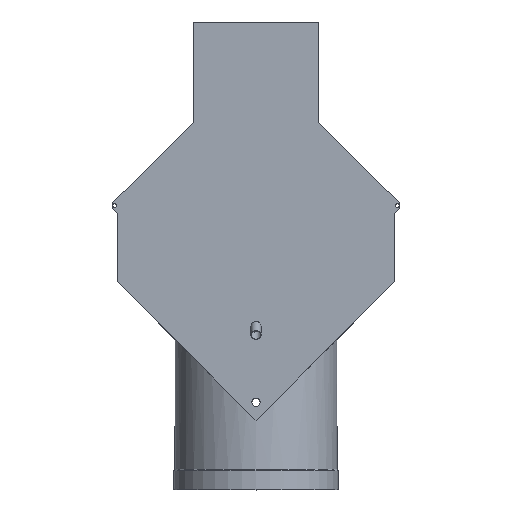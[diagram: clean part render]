
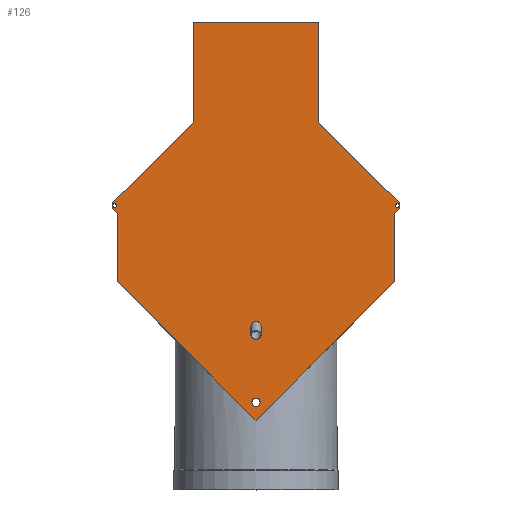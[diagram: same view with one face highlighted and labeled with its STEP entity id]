
A CAD part, top view. The second image highlights one B-rep face of the part: STEP entity #126.
In plain terms, the highlighted planar face has unit normal (0, 0, 1).
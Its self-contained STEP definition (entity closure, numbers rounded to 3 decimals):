
#126 = ADVANCED_FACE( '', ( #304, #305, #306, #307, #308 ), #309, .T. );
#304 = FACE_BOUND( '', #552, .T. );
#305 = FACE_BOUND( '', #553, .T. );
#306 = FACE_OUTER_BOUND( '', #554, .T. );
#307 = FACE_BOUND( '', #555, .T. );
#308 = FACE_BOUND( '', #556, .T. );
#309 = PLANE( '', #557 );
#552 = EDGE_LOOP( '', ( #882 ) );
#553 = EDGE_LOOP( '', ( #883 ) );
#554 = EDGE_LOOP( '', ( #884, #885, #886, #887, #888, #889, #890, #891, #892, #893, #894, #895, #896 ) );
#555 = EDGE_LOOP( '', ( #897 ) );
#556 = EDGE_LOOP( '', ( #898 ) );
#557 = AXIS2_PLACEMENT_3D( '', #899, #900, #901 );
#882 = ORIENTED_EDGE( '', *, *, #1457, .T. );
#883 = ORIENTED_EDGE( '', *, *, #1391, .F. );
#884 = ORIENTED_EDGE( '', *, *, #1458, .T. );
#885 = ORIENTED_EDGE( '', *, *, #1413, .T. );
#886 = ORIENTED_EDGE( '', *, *, #1459, .T. );
#887 = ORIENTED_EDGE( '', *, *, #1460, .T. );
#888 = ORIENTED_EDGE( '', *, *, #1387, .T. );
#889 = ORIENTED_EDGE( '', *, *, #1397, .T. );
#890 = ORIENTED_EDGE( '', *, *, #1461, .T. );
#891 = ORIENTED_EDGE( '', *, *, #1436, .T. );
#892 = ORIENTED_EDGE( '', *, *, #1462, .T. );
#893 = ORIENTED_EDGE( '', *, *, #1463, .T. );
#894 = ORIENTED_EDGE( '', *, *, #1464, .T. );
#895 = ORIENTED_EDGE( '', *, *, #1465, .T. );
#896 = ORIENTED_EDGE( '', *, *, #1466, .T. );
#897 = ORIENTED_EDGE( '', *, *, #1467, .F. );
#898 = ORIENTED_EDGE( '', *, *, #1455, .F. );
#899 = CARTESIAN_POINT( '', ( 0., 0., 357.5 ) );
#900 = DIRECTION( '', ( 0., 0., 1. ) );
#901 = DIRECTION( '', ( 1., 0., 0. ) );
#1387 = EDGE_CURVE( '', #1652, #1650, #1653, .T. );
#1391 = EDGE_CURVE( '', #1658, #1658, #1659, .T. );
#1397 = EDGE_CURVE( '', #1650, #1666, #1668, .T. );
#1413 = EDGE_CURVE( '', #1694, #1695, #1696, .T. );
#1436 = EDGE_CURVE( '', #1734, #1735, #1736, .T. );
#1455 = EDGE_CURVE( '', #1768, #1768, #1769, .T. );
#1457 = EDGE_CURVE( '', #1771, #1771, #1772, .F. );
#1458 = EDGE_CURVE( '', #1773, #1694, #1774, .T. );
#1459 = EDGE_CURVE( '', #1695, #1775, #1776, .T. );
#1460 = EDGE_CURVE( '', #1775, #1652, #1777, .T. );
#1461 = EDGE_CURVE( '', #1666, #1734, #1778, .T. );
#1462 = EDGE_CURVE( '', #1735, #1779, #1780, .T. );
#1463 = EDGE_CURVE( '', #1779, #1781, #1782, .T. );
#1464 = EDGE_CURVE( '', #1781, #1783, #1784, .T. );
#1465 = EDGE_CURVE( '', #1783, #1785, #1786, .T. );
#1466 = EDGE_CURVE( '', #1785, #1773, #1787, .T. );
#1467 = EDGE_CURVE( '', #1788, #1788, #1789, .T. );
#1650 = VERTEX_POINT( '', #2037 );
#1652 = VERTEX_POINT( '', #2040 );
#1653 = LINE( '', #2041, #2042 );
#1658 = VERTEX_POINT( '', #2049 );
#1659 = CIRCLE( '', #2050, 16. );
#1666 = VERTEX_POINT( '', #2058 );
#1668 = LINE( '', #2061, #2062 );
#1694 = VERTEX_POINT( '', #2099 );
#1695 = VERTEX_POINT( '', #2100 );
#1696 = LINE( '', #2101, #2102 );
#1734 = VERTEX_POINT( '', #2154 );
#1735 = VERTEX_POINT( '', #2155 );
#1736 = LINE( '', #2156, #2157 );
#1768 = VERTEX_POINT( '', #2202 );
#1769 = CIRCLE( '', #2203, 7.5 );
#1771 = VERTEX_POINT( '', #2205 );
#1772 = ELLIPSE( '', #2206, 23.094, 20. );
#1773 = VERTEX_POINT( '', #2207 );
#1774 = LINE( '', #2208, #2209 );
#1775 = VERTEX_POINT( '', #2210 );
#1776 = LINE( '', #2211, #2212 );
#1777 = LINE( '', #2213, #2214 );
#1778 = LINE( '', #2215, #2216 );
#1779 = VERTEX_POINT( '', #2217 );
#1780 = LINE( '', #2218, #2219 );
#1781 = VERTEX_POINT( '', #2220 );
#1782 = LINE( '', #2221, #2222 );
#1783 = VERTEX_POINT( '', #2223 );
#1784 = LINE( '', #2224, #2225 );
#1785 = VERTEX_POINT( '', #2226 );
#1786 = LINE( '', #2227, #2228 );
#1787 = LINE( '', #2229, #2230 );
#1788 = VERTEX_POINT( '', #2231 );
#1789 = CIRCLE( '', #2232, 7.5 );
#2037 = CARTESIAN_POINT( '', ( 0., 270., 357.5 ) );
#2040 = CARTESIAN_POINT( '', ( -539.5, 809.5, 357.5 ) );
#2041 = CARTESIAN_POINT( '', ( -539.5, 809.5, 357.5 ) );
#2042 = VECTOR( '', #2547, 1000. );
#2049 = CARTESIAN_POINT( '', ( 16., 340., 357.5 ) );
#2050 = AXIS2_PLACEMENT_3D( '', #2550, #2551, #2552 );
#2058 = CARTESIAN_POINT( '', ( 539.5, 809.5, 357.5 ) );
#2061 = CARTESIAN_POINT( '', ( 0., 270., 357.5 ) );
#2062 = VECTOR( '', #2561, 1000. );
#2099 = CARTESIAN_POINT( '', ( -559.5, 1114.635, 357.5 ) );
#2100 = CARTESIAN_POINT( '', ( -559.5, 1094.499, 357.5 ) );
#2101 = CARTESIAN_POINT( '', ( -559.5, 1114.635, 357.5 ) );
#2102 = VECTOR( '', #2573, 1000. );
#2154 = CARTESIAN_POINT( '', ( 539.5, 1074.634, 357.5 ) );
#2155 = CARTESIAN_POINT( '', ( 559.5, 1094.499, 357.5 ) );
#2156 = CARTESIAN_POINT( '', ( 539.5, 1074.634, 357.5 ) );
#2157 = VECTOR( '', #2597, 1000. );
#2202 = CARTESIAN_POINT( '', ( -542., 1104.567, 357.5 ) );
#2203 = AXIS2_PLACEMENT_3D( '', #2620, #2621, #2622 );
#2205 = CARTESIAN_POINT( '', ( 0., 608.113, 357.5 ) );
#2206 = AXIS2_PLACEMENT_3D( '', #2623, #2624, #2625 );
#2207 = CARTESIAN_POINT( '', ( -244., 1428., 357.5 ) );
#2208 = CARTESIAN_POINT( '', ( -244., 1428., 357.5 ) );
#2209 = VECTOR( '', #2626, 1000. );
#2210 = CARTESIAN_POINT( '', ( -539.5, 1074.634, 357.5 ) );
#2211 = CARTESIAN_POINT( '', ( -559.5, 1094.499, 357.5 ) );
#2212 = VECTOR( '', #2627, 1000. );
#2213 = CARTESIAN_POINT( '', ( -539.5, 1134.5, 357.5 ) );
#2214 = VECTOR( '', #2628, 1000. );
#2215 = CARTESIAN_POINT( '', ( 539.5, 809.5, 357.5 ) );
#2216 = VECTOR( '', #2629, 1000. );
#2217 = CARTESIAN_POINT( '', ( 559.5, 1114.635, 357.5 ) );
#2218 = CARTESIAN_POINT( '', ( 559.5, 1094.499, 357.5 ) );
#2219 = VECTOR( '', #2630, 1000. );
#2220 = CARTESIAN_POINT( '', ( 244., 1428., 357.5 ) );
#2221 = CARTESIAN_POINT( '', ( 539.5, 1134.5, 357.5 ) );
#2222 = VECTOR( '', #2631, 1000. );
#2223 = CARTESIAN_POINT( '', ( 244., 1818., 357.5 ) );
#2224 = CARTESIAN_POINT( '', ( 244., 1428., 357.5 ) );
#2225 = VECTOR( '', #2632, 1000. );
#2226 = CARTESIAN_POINT( '', ( -244., 1818., 357.5 ) );
#2227 = CARTESIAN_POINT( '', ( 244., 1818., 357.5 ) );
#2228 = VECTOR( '', #2633, 1000. );
#2229 = CARTESIAN_POINT( '', ( -244., 1818., 357.5 ) );
#2230 = VECTOR( '', #2634, 1000. );
#2231 = CARTESIAN_POINT( '', ( 557., 1104.567, 357.5 ) );
#2232 = AXIS2_PLACEMENT_3D( '', #2635, #2636, #2637 );
#2547 = DIRECTION( '', ( 0.707, -0.707, 0. ) );
#2550 = CARTESIAN_POINT( '', ( 0., 340., 357.5 ) );
#2551 = DIRECTION( '', ( 0., 0., 1. ) );
#2552 = DIRECTION( '', ( 1., 0., 0. ) );
#2561 = DIRECTION( '', ( 0.707, 0.707, 0. ) );
#2573 = DIRECTION( '', ( 0., -1., 0. ) );
#2597 = DIRECTION( '', ( 0.71, 0.705, 0. ) );
#2620 = CARTESIAN_POINT( '', ( -549.5, 1104.567, 357.5 ) );
#2621 = DIRECTION( '', ( 0., 0., 1. ) );
#2622 = DIRECTION( '', ( 1., 0., 0. ) );
#2623 = CARTESIAN_POINT( '', ( 0., 631.207, 357.5 ) );
#2624 = DIRECTION( '', ( 0., 0., 1. ) );
#2625 = DIRECTION( '', ( 0., -1., 0. ) );
#2626 = DIRECTION( '', ( -0.71, -0.705, 0. ) );
#2627 = DIRECTION( '', ( 0.71, -0.705, 0. ) );
#2628 = DIRECTION( '', ( 0., -1., 0. ) );
#2629 = DIRECTION( '', ( 0., 1., 0. ) );
#2630 = DIRECTION( '', ( 0., 1., 0. ) );
#2631 = DIRECTION( '', ( -0.71, 0.705, 0. ) );
#2632 = DIRECTION( '', ( 0., 1., 0. ) );
#2633 = DIRECTION( '', ( -1., 0., 0. ) );
#2634 = DIRECTION( '', ( 0., -1., 0. ) );
#2635 = CARTESIAN_POINT( '', ( 549.5, 1104.567, 357.5 ) );
#2636 = DIRECTION( '', ( 0., 0., 1. ) );
#2637 = DIRECTION( '', ( 1., 0., 0. ) );
